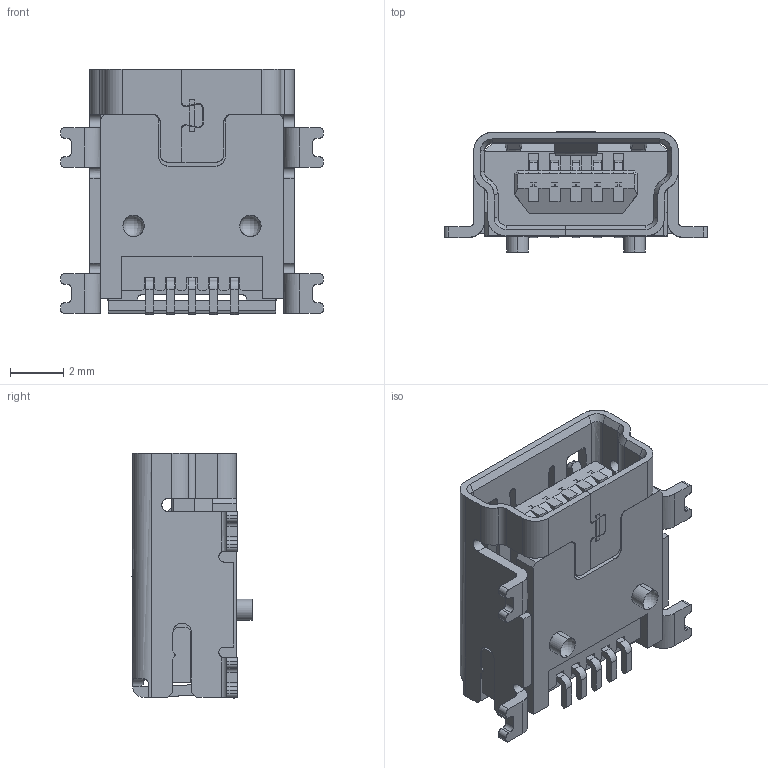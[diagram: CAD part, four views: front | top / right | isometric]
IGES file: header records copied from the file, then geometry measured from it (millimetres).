
Start section: SolidWorks IGES file using analytic representation for surfaces
Global section: file name: 6HCU04SCM15B0-R0-LF.IGS; native system: SolidWorks 2007; preprocessor: SolidWorks 2007; author: EN0397; date: 090526.184220; units: millimetre
Bounding box: 9.9 x 4.52 x 9.25 mm (x, y, z)
Surface area: 713.4 mm2 (no closed solid volume)
Topology: 0 solids, 0 shells, 678 faces, 4911 edges, 4907 vertices
Faces by surface type: bspline 479, revolution 199
